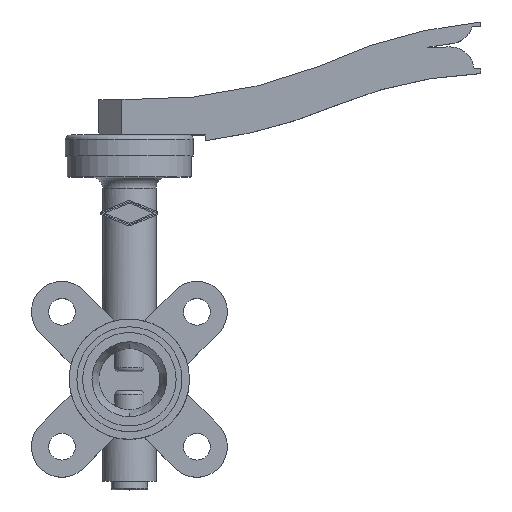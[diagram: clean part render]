
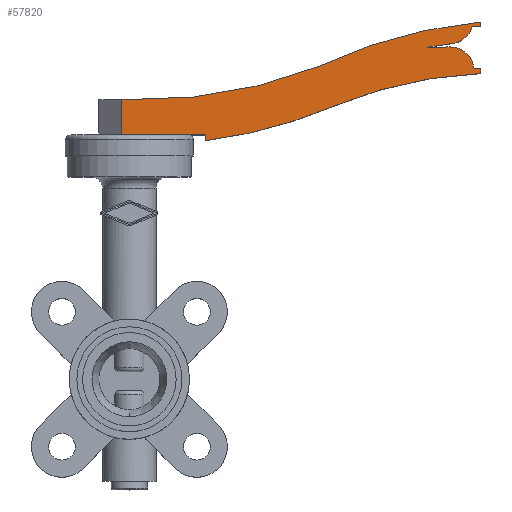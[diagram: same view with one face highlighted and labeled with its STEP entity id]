
A CAD part, top view. The second image highlights one B-rep face of the part: STEP entity #57820.
In plain terms, the highlighted planar face has unit normal (0, 0, 1).
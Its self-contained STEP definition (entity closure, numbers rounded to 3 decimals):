
#50870=CARTESIAN_POINT('',(-4.,146.6,-6.5));
#50880=VERTEX_POINT('',#50870);
#50910=CARTESIAN_POINT('',(-4.,125.,-6.5));
#50920=DIRECTION('',(0.,-1.,0.));
#50930=VECTOR('',#50920,1.);
#50940=LINE('',#50910,#50930);
#50950=CARTESIAN_POINT('',(-4.,128.,-6.5));
#50960=VERTEX_POINT('',#50950);
#50970=EDGE_CURVE('',#50880,#50960,#50940,.T.);
#51580=CARTESIAN_POINT('',(-16.,128.,-6.5));
#51590=DIRECTION('',(1.,0.,0.));
#51600=VECTOR('',#51590,1.);
#51610=LINE('',#51580,#51600);
#51620=CARTESIAN_POINT('',(39.8,128.,-6.5));
#51630=VERTEX_POINT('',#51620);
#51640=EDGE_CURVE('',#50960,#51630,#51610,.T.);
#53310=CARTESIAN_POINT('',(39.8,128.,-6.5));
#53320=DIRECTION('',(0.,-1.,0.));
#53330=VECTOR('',#53320,1.);
#53340=LINE('',#53310,#53330);
#53350=CARTESIAN_POINT('',(39.8,125.,-6.5));
#53360=VERTEX_POINT('',#53350);
#53370=EDGE_CURVE('',#51630,#53360,#53340,.T.);
#53620=CARTESIAN_POINT('',(8.039,378.014,-6.5));
#53630=DIRECTION('',(0.,0.,1.));
#53640=DIRECTION('',(0.125,-0.992,0.));
#53650=AXIS2_PLACEMENT_3D('',#53620,#53630,#53640);
#53660=CIRCLE('',#53650,255.);
#53670=CARTESIAN_POINT('',(107.,143.,-6.5));
#53680=VERTEX_POINT('',#53670);
#53690=EDGE_CURVE('',#53360,#53680,#53660,.T.);
#53940=CARTESIAN_POINT('',(193.348,-62.604,-6.5));
#53950=DIRECTION('',(0.,0.,-1.));
#53960=DIRECTION('',(-0.387,0.922,0.));
#53970=AXIS2_PLACEMENT_3D('',#53940,#53950,#53960);
#53980=CIRCLE('',#53970,223.);
#53990=CARTESIAN_POINT('',(184.,160.2,-6.5));
#54000=VERTEX_POINT('',#53990);
#54010=EDGE_CURVE('',#53680,#54000,#53980,.T.);
#54260=CARTESIAN_POINT('',(184.,160.2,-6.5));
#54270=DIRECTION('',(0.,1.,0.));
#54280=VECTOR('',#54270,1.);
#54290=LINE('',#54260,#54280);
#54300=CARTESIAN_POINT('',(184.,162.7,-6.5));
#54310=VERTEX_POINT('',#54300);
#54320=EDGE_CURVE('',#54000,#54310,#54290,.T.);
#54570=CARTESIAN_POINT('',(184.,162.7,-6.5));
#54580=DIRECTION('',(-1.,0.,0.));
#54590=VECTOR('',#54580,1.);
#54600=LINE('',#54570,#54590);
#54610=CARTESIAN_POINT('',(180.6,162.7,-6.5));
#54620=VERTEX_POINT('',#54610);
#54630=EDGE_CURVE('',#54310,#54620,#54600,.T.);
#54880=CARTESIAN_POINT('',(168.147,161.623,-6.5));
#54890=DIRECTION('',(0.,0.,1.));
#54900=DIRECTION('',(0.996,0.086,0.));
#54910=AXIS2_PLACEMENT_3D('',#54880,#54890,#54900);
#54920=CIRCLE('',#54910,12.5);
#54930=CARTESIAN_POINT('',(168.015,174.122,-6.5));
#54940=VERTEX_POINT('',#54930);
#54950=EDGE_CURVE('',#54620,#54940,#54920,.T.);
#55200=CARTESIAN_POINT('',(168.015,174.122,-6.5));
#55210=DIRECTION('',(-1.,-0.01,0.));
#55220=VECTOR('',#55210,1.);
#55230=LINE('',#55200,#55220);
#55240=CARTESIAN_POINT('',(156.4,174.,-6.5));
#55250=VERTEX_POINT('',#55240);
#55260=EDGE_CURVE('',#54940,#55250,#55230,.T.);
#55510=CARTESIAN_POINT('',(156.4,174.,-6.5));
#55520=DIRECTION('',(0.989,0.147,0.));
#55530=VECTOR('',#55520,1.);
#55540=LINE('',#55510,#55530);
#55550=CARTESIAN_POINT('',(169.9,176.,-6.5));
#55560=VERTEX_POINT('',#55550);
#55570=EDGE_CURVE('',#55250,#55560,#55540,.T.);
#55820=CARTESIAN_POINT('',(167.733,188.311,-6.5));
#55830=DIRECTION('',(0.,0.,1.));
#55840=DIRECTION('',(0.173,-0.985,0.));
#55850=AXIS2_PLACEMENT_3D('',#55820,#55830,#55840);
#55860=CIRCLE('',#55850,12.5);
#55870=CARTESIAN_POINT('',(179.7,184.7,-6.5));
#55880=VERTEX_POINT('',#55870);
#55890=EDGE_CURVE('',#55560,#55880,#55860,.T.);
#56140=CARTESIAN_POINT('',(179.7,184.7,-6.5));
#56150=DIRECTION('',(1.,0.,0.));
#56160=VECTOR('',#56150,1.);
#56170=LINE('',#56140,#56160);
#56180=CARTESIAN_POINT('',(184.,184.7,-6.5));
#56190=VERTEX_POINT('',#56180);
#56200=EDGE_CURVE('',#55880,#56190,#56170,.T.);
#56450=CARTESIAN_POINT('',(184.,184.7,-6.5));
#56460=DIRECTION('',(0.,1.,0.));
#56470=VECTOR('',#56460,1.);
#56480=LINE('',#56450,#56470);
#56490=CARTESIAN_POINT('',(184.,187.2,-6.5));
#56500=VERTEX_POINT('',#56490);
#56510=EDGE_CURVE('',#56190,#56500,#56480,.T.);
#56760=CARTESIAN_POINT('',(207.925,-66.675,-6.5));
#56770=DIRECTION('',(0.,0.,1.));
#56780=DIRECTION('',(-0.094,0.996,0.));
#56790=AXIS2_PLACEMENT_3D('',#56760,#56770,#56780);
#56800=CIRCLE('',#56790,255.);
#56810=CARTESIAN_POINT('',(99.,163.89,-6.5));
#56820=VERTEX_POINT('',#56810);
#56830=EDGE_CURVE('',#56500,#56820,#56800,.T.);
#57080=CARTESIAN_POINT('',(7.367,396.491,-6.5));
#57090=DIRECTION('',(0.,0.,-1.));
#57100=DIRECTION('',(0.367,-0.93,0.));
#57110=AXIS2_PLACEMENT_3D('',#57080,#57090,#57100);
#57120=CIRCLE('',#57110,250.);
#57130=CARTESIAN_POINT('',(0.,146.6,-6.5));
#57140=VERTEX_POINT('',#57130);
#57150=EDGE_CURVE('',#56820,#57140,#57120,.T.);
#57420=CARTESIAN_POINT('',(0.,146.6,-6.5));
#57430=DIRECTION('',(-1.,0.,0.));
#57440=VECTOR('',#57430,1.);
#57450=LINE('',#57420,#57440);
#57460=EDGE_CURVE('',#57140,#50880,#57450,.T.);
#57590=CARTESIAN_POINT('',(0.,125.,-6.5));
#57600=DIRECTION('',(0.,0.,1.));
#57610=DIRECTION('',(1.,0.,0.));
#57620=AXIS2_PLACEMENT_3D('',#57590,#57600,#57610);
#57630=PLANE('',#57620);
#57640=ORIENTED_EDGE('',*,*,#57460,.T.);
#57650=ORIENTED_EDGE('',*,*,#57150,.T.);
#57660=ORIENTED_EDGE('',*,*,#56830,.T.);
#57670=ORIENTED_EDGE('',*,*,#56510,.T.);
#57680=ORIENTED_EDGE('',*,*,#56200,.T.);
#57690=ORIENTED_EDGE('',*,*,#55890,.T.);
#57700=ORIENTED_EDGE('',*,*,#55570,.T.);
#57710=ORIENTED_EDGE('',*,*,#55260,.T.);
#57720=ORIENTED_EDGE('',*,*,#54950,.T.);
#57730=ORIENTED_EDGE('',*,*,#54630,.T.);
#57740=ORIENTED_EDGE('',*,*,#54320,.T.);
#57750=ORIENTED_EDGE('',*,*,#54010,.T.);
#57760=ORIENTED_EDGE('',*,*,#53690,.T.);
#57770=ORIENTED_EDGE('',*,*,#53370,.T.);
#57780=ORIENTED_EDGE('',*,*,#51640,.T.);
#57790=ORIENTED_EDGE('',*,*,#50970,.T.);
#57800=EDGE_LOOP('',(#57790,#57780,#57770,#57760,#57750,#57740,#57730,
#57720,#57710,#57700,#57690,#57680,#57670,#57660,#57650,#57640));
#57810=FACE_OUTER_BOUND('',#57800,.T.);
#57820=ADVANCED_FACE('',(#57810),#57630,.T.);
